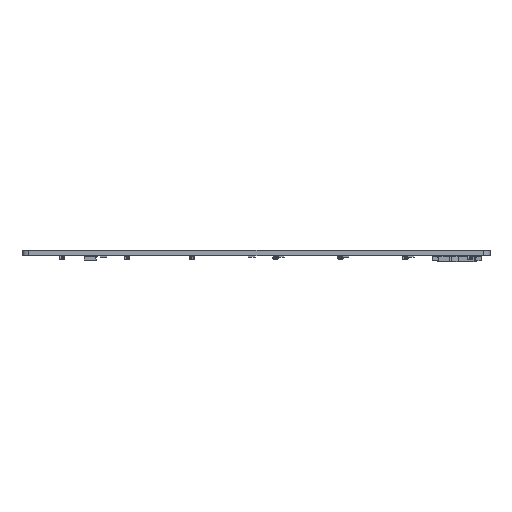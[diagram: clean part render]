
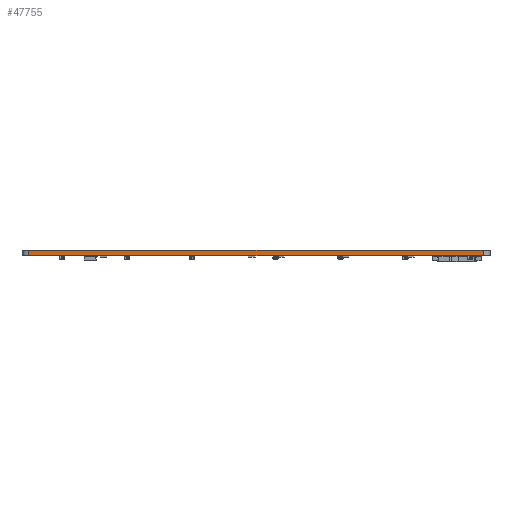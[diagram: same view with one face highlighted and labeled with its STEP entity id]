
A CAD part, front view. The second image highlights one B-rep face of the part: STEP entity #47755.
In plain terms, the highlighted planar face has unit normal (0, -1, 0).
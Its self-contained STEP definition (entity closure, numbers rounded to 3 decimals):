
#42868 = VERTEX_POINT('',#42869);
#42869 = CARTESIAN_POINT('',(126.805,-108.,0.));
#42876 = EDGE_CURVE('',#42868,#42877,#42879,.T.);
#42877 = VERTEX_POINT('',#42878);
#42878 = CARTESIAN_POINT('',(-6.65,-108.,0.));
#42879 = LINE('',#42880,#42881);
#42880 = CARTESIAN_POINT('',(126.805,-108.,0.));
#42881 = VECTOR('',#42882,1.);
#42882 = DIRECTION('',(-1.,0.,0.));
#45298 = VERTEX_POINT('',#45299);
#45299 = CARTESIAN_POINT('',(126.805,-108.,1.6));
#45306 = EDGE_CURVE('',#45298,#45307,#45309,.T.);
#45307 = VERTEX_POINT('',#45308);
#45308 = CARTESIAN_POINT('',(-6.65,-108.,1.6));
#45309 = LINE('',#45310,#45311);
#45310 = CARTESIAN_POINT('',(126.805,-108.,1.6));
#45311 = VECTOR('',#45312,1.);
#45312 = DIRECTION('',(-1.,0.,0.));
#47725 = EDGE_CURVE('',#42877,#45307,#47726,.T.);
#47726 = LINE('',#47727,#47728);
#47727 = CARTESIAN_POINT('',(-6.65,-108.,0.));
#47728 = VECTOR('',#47729,1.);
#47729 = DIRECTION('',(0.,0.,1.));
#47755 = ADVANCED_FACE('',(#47756),#47767,.T.);
#47756 = FACE_BOUND('',#47757,.T.);
#47757 = EDGE_LOOP('',(#47758,#47764,#47765,#47766));
#47758 = ORIENTED_EDGE('',*,*,#47759,.T.);
#47759 = EDGE_CURVE('',#42868,#45298,#47760,.T.);
#47760 = LINE('',#47761,#47762);
#47761 = CARTESIAN_POINT('',(126.805,-108.,0.));
#47762 = VECTOR('',#47763,1.);
#47763 = DIRECTION('',(0.,0.,1.));
#47764 = ORIENTED_EDGE('',*,*,#45306,.T.);
#47765 = ORIENTED_EDGE('',*,*,#47725,.F.);
#47766 = ORIENTED_EDGE('',*,*,#42876,.F.);
#47767 = PLANE('',#47768);
#47768 = AXIS2_PLACEMENT_3D('',#47769,#47770,#47771);
#47769 = CARTESIAN_POINT('',(126.805,-108.,0.));
#47770 = DIRECTION('',(0.,-1.,0.));
#47771 = DIRECTION('',(-1.,0.,0.));
